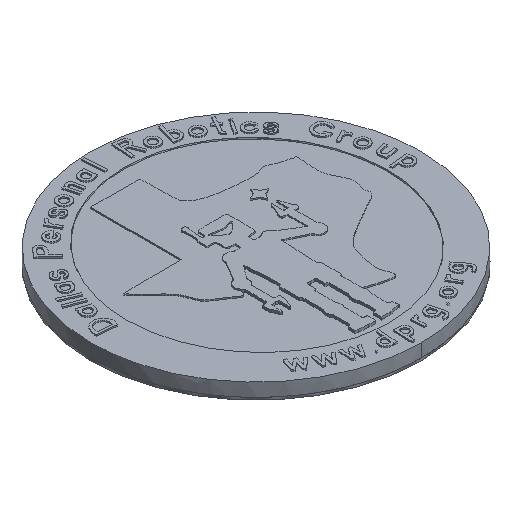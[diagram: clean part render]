
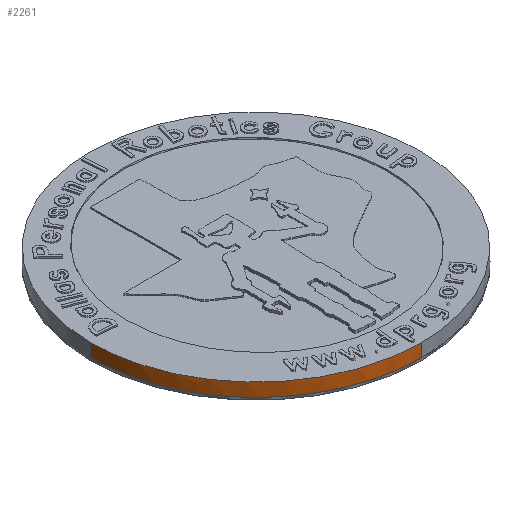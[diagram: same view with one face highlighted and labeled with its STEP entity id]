
A CAD part, isometric view. The second image highlights one B-rep face of the part: STEP entity #2261.
In plain terms, the highlighted face is a extrusion surface.
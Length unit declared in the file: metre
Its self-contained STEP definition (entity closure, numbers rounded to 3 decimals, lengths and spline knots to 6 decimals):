
#2261=ADVANCED_FACE('42:3',(#4548),#4549,.T.);
#4548=FACE_OUTER_BOUND('',#7460,.T.);
#4549=SURFACE_OF_LINEAR_EXTRUSION('',#7461,#7462);
#7460=EDGE_LOOP('',(#14233,#14234,#14235,#14236,#14237));
#7461=B_SPLINE_CURVE_WITH_KNOTS('',3,(#14238,#14239,#14240,#14241),.UNSPECIFIED.,.F.,.F.,(4,4),(-1.0,-0.0),.UNSPECIFIED.);
#7462=VECTOR('',#14242,1.0);
#14233=ORIENTED_EDGE('',*,*,#17439,.T.);
#14234=ORIENTED_EDGE('',*,*,#17440,.F.);
#14235=ORIENTED_EDGE('',*,*,#14915,.F.);
#14236=ORIENTED_EDGE('',*,*,#14911,.F.);
#14237=ORIENTED_EDGE('',*,*,#17441,.T.);
#14238=CARTESIAN_POINT('',(0.117614,0.16127,0.0));
#14239=CARTESIAN_POINT('',(0.117614,0.14384,0.0));
#14240=CARTESIAN_POINT('',(0.131744,0.129711,0.0));
#14241=CARTESIAN_POINT('',(0.149175,0.129711,0.0));
#14242=DIRECTION('',(-0.0,-0.0,1.0));
#14911=EDGE_CURVE('42:58649',#17936,#17937,#17938,.T.);
#14915=EDGE_CURVE('42:58652',#17937,#17942,#17943,.T.);
#17439=EDGE_CURVE('42:819',#21624,#21625,#21626,.T.);
#17440=EDGE_CURVE('42:822',#17942,#21625,#21627,.T.);
#17441=EDGE_CURVE('42:828',#17936,#21624,#21628,.T.);
#17936=VERTEX_POINT('',#22239);
#17937=VERTEX_POINT('',#22240);
#17938=B_SPLINE_CURVE_WITH_KNOTS('',3,(#22241,#22242,#22243,#22244),.UNSPECIFIED.,.F.,.F.,(4,4),(0.0,1.0),.UNSPECIFIED.);
#17942=VERTEX_POINT('',#22251);
#17943=B_SPLINE_CURVE_WITH_KNOTS('',3,(#22252,#22253,#22254,#22255),.UNSPECIFIED.,.F.,.F.,(4,4),(0.0,1.0),.UNSPECIFIED.);
#21624=VERTEX_POINT('',#27109);
#21625=VERTEX_POINT('',#27110);
#21626=B_SPLINE_CURVE_WITH_KNOTS('',3,(#27111,#27112,#27113,#27114),.UNSPECIFIED.,.F.,.F.,(4,4),(0.0,1.0),.UNSPECIFIED.);
#21627=LINE('',#27115,#27116);
#21628=LINE('',#27117,#27118);
#22239=CARTESIAN_POINT('',(0.149175,0.129711,0.0));
#22240=CARTESIAN_POINT('',(0.119362,0.150886,0.0));
#22241=CARTESIAN_POINT('',(0.149175,0.129711,0.0));
#22242=CARTESIAN_POINT('',(0.131744,0.129711,0.0));
#22243=CARTESIAN_POINT('',(0.117614,0.14384,0.0));
#22244=CARTESIAN_POINT('',(0.117614,0.16127,0.0));
#22251=CARTESIAN_POINT('',(0.117614,0.16127,0.0));
#22252=CARTESIAN_POINT('',(0.149175,0.129711,0.0));
#22253=CARTESIAN_POINT('',(0.131744,0.129711,0.0));
#22254=CARTESIAN_POINT('',(0.117614,0.14384,0.0));
#22255=CARTESIAN_POINT('',(0.117614,0.16127,0.0));
#27109=CARTESIAN_POINT('',(0.149175,0.129711,0.0025));
#27110=CARTESIAN_POINT('',(0.117614,0.16127,0.0025));
#27111=CARTESIAN_POINT('',(0.149175,0.129711,0.0025));
#27112=CARTESIAN_POINT('',(0.131744,0.129711,0.0025));
#27113=CARTESIAN_POINT('',(0.117614,0.14384,0.0025));
#27114=CARTESIAN_POINT('',(0.117614,0.16127,0.0025));
#27115=CARTESIAN_POINT('',(0.117614,0.16127,0.0));
#27116=VECTOR('',#30830,1.0);
#27117=CARTESIAN_POINT('',(0.149175,0.129711,0.0));
#27118=VECTOR('',#30831,1.0);
#30830=DIRECTION('',(-0.0,-0.0,1.0));
#30831=DIRECTION('',(-0.0,-0.0,1.0));
